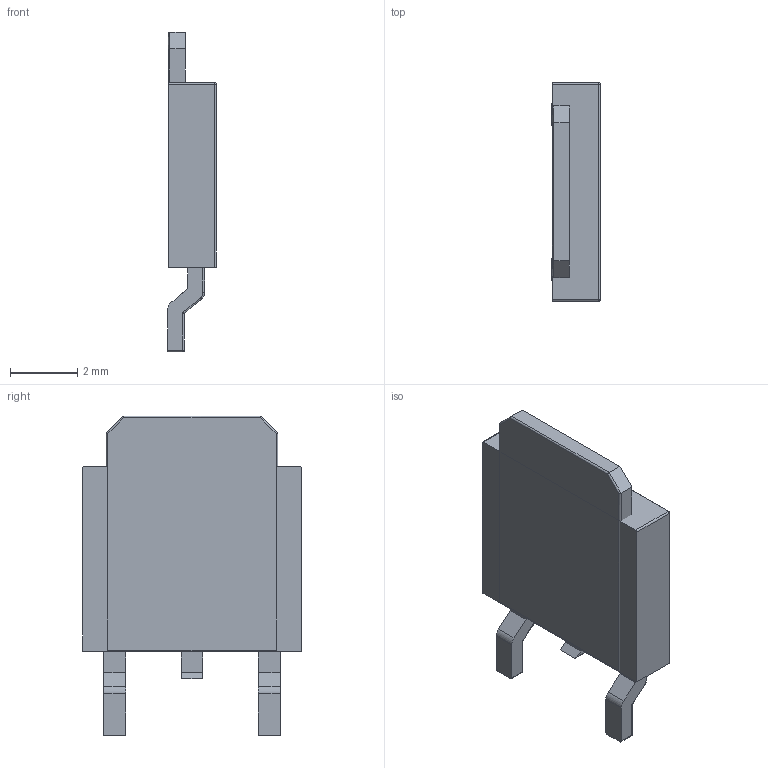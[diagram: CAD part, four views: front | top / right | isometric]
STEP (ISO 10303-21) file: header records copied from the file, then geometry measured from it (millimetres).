
FILE_DESCRIPTION(('STEP AP214'),'1');
FILE_NAME('ba17805fp-e2.stp','2018-06-29T13:02:31',('TraceParts'),('TraceParts S.A.'),'Spatial InterOp 3D',' ',' ');
FILE_SCHEMA(('automotive_design'));
Length unit declared in the file: millimetre
Products named in the file (5): ba17805fp-e2_1; ba17805fp-e2_2; ba17805fp-e2_3; ba17805fp-e2_4; ba17805fp-e2_5
Bounding box: 1.45 x 6.5 x 9.5 mm (x, y, z)
Volume: 70.5 mm3; surface area: 203.8 mm2
Topology: 5 solids, 5 shells, 97 faces, 221 edges, 128 vertices
Faces by surface type: cylinder 42, plane 42, bspline 13
Entity records: 3658 total; most frequent: CARTESIAN_POINT 700, DIRECTION 431, ORIENTED_EDGE 428, EDGE_CURVE 214, AXIS2_PLACEMENT_3D 147, LINE 137, VECTOR 137, VERTEX_POINT 128
